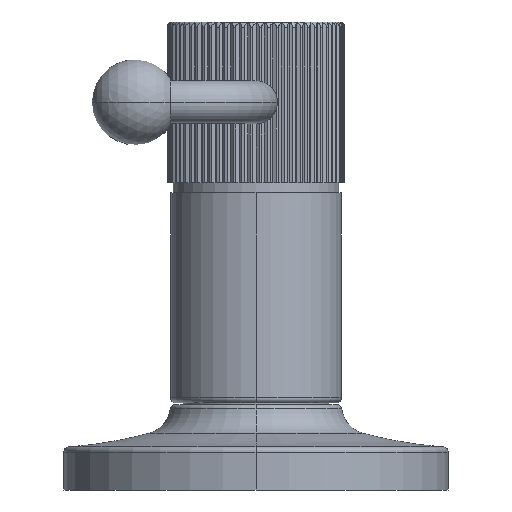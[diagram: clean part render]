
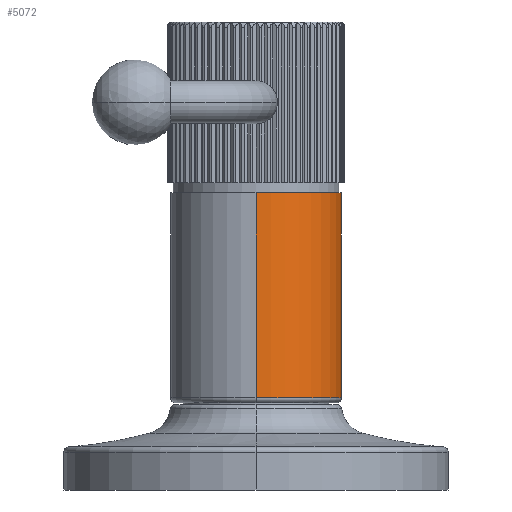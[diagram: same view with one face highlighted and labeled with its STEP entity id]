
A CAD part, left-side view. The second image highlights one B-rep face of the part: STEP entity #5072.
In plain terms, the highlighted cylindrical face has radius 12.7 mm (diameter 25.4 mm), a partial arc.
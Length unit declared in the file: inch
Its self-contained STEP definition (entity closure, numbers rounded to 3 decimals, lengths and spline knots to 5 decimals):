
#158=CARTESIAN_POINT('',(0.,0.,1.74));
#159=DIRECTION('',(0.,0.,1.));
#160=DIRECTION('',(-1.,0.,0.));
#161=AXIS2_PLACEMENT_3D('',#158,#159,#160);
#163=CARTESIAN_POINT('',(0.,0.,0.54));
#164=DIRECTION('',(0.,0.,-1.));
#165=DIRECTION('',(1.,0.,0.));
#166=AXIS2_PLACEMENT_3D('',#163,#164,#165);
#168=DIRECTION('',(0.,0.,1.));
#169=VECTOR('',#168,1.2);
#170=CARTESIAN_POINT('',(-0.5,0.,0.54));
#171=LINE('',#170,#169);
#182=DIRECTION('',(0.,0.,1.));
#183=VECTOR('',#182,1.2);
#184=CARTESIAN_POINT('',(0.5,0.,0.54));
#185=LINE('',#184,#183);
#3922=CARTESIAN_POINT('',(0.5,0.,1.74));
#3923=CARTESIAN_POINT('',(-0.5,0.,1.74));
#3924=VERTEX_POINT('',#3922);
#3925=VERTEX_POINT('',#3923);
#3930=CARTESIAN_POINT('',(-0.5,0.,0.54));
#3931=CARTESIAN_POINT('',(0.5,0.,0.54));
#3932=VERTEX_POINT('',#3930);
#3933=VERTEX_POINT('',#3931);
#5058=CARTESIAN_POINT('',(0.,0.,0.51));
#5059=DIRECTION('',(0.,0.,1.));
#5060=DIRECTION('',(1.,0.,0.));
#5061=AXIS2_PLACEMENT_3D('',#5058,#5059,#5060);
#5062=CYLINDRICAL_SURFACE('',#5061,0.5);
#5064=ORIENTED_EDGE('',*,*,#5063,.T.);
#5066=ORIENTED_EDGE('',*,*,#5065,.F.);
#5067=ORIENTED_EDGE('',*,*,#5052,.T.);
#5069=ORIENTED_EDGE('',*,*,#5068,.T.);
#5070=EDGE_LOOP('',(#5064,#5066,#5067,#5069));
#5071=FACE_OUTER_BOUND('',#5070,.F.);
#5072=ADVANCED_FACE('',(#5071),#5062,.T.);
#162=CIRCLE('',#161,0.5);
#167=CIRCLE('',#166,0.5);
#5052=EDGE_CURVE('',#3933,#3932,#167,.T.);
#5063=EDGE_CURVE('',#3925,#3924,#162,.T.);
#5065=EDGE_CURVE('',#3933,#3924,#185,.T.);
#5068=EDGE_CURVE('',#3932,#3925,#171,.T.);
